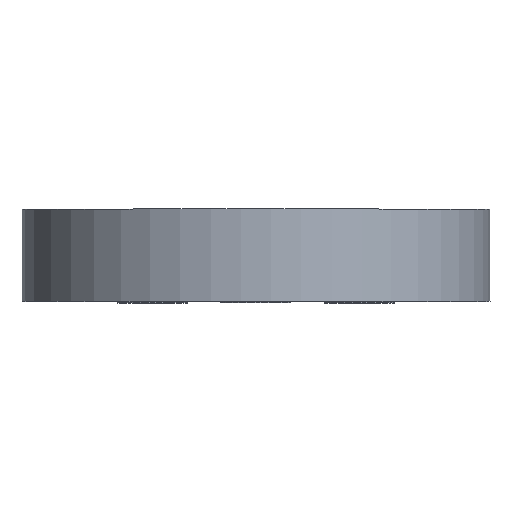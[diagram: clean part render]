
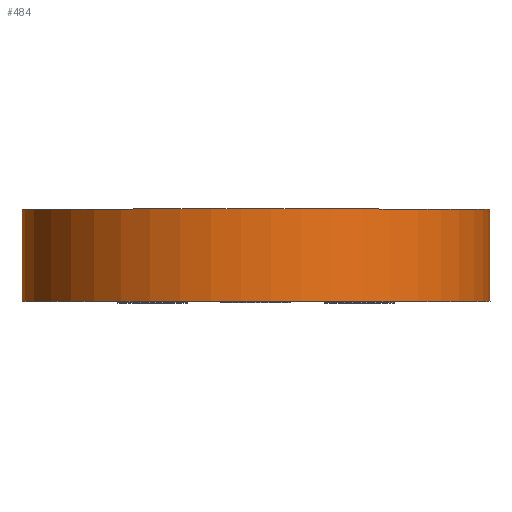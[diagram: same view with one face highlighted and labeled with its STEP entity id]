
A CAD part, top view. The second image highlights one B-rep face of the part: STEP entity #484.
In plain terms, the highlighted free-form (B-spline) face has degree [2, 1] with [5, 2] control points.
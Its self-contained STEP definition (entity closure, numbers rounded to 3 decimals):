
#484=ADVANCED_FACE('',(#904),#15067,.T.);
#904=FACE_OUTER_BOUND('',#1363,.T.);
#1363=EDGE_LOOP('',(#3628,#3629,#3630,#3631));
#3628=ORIENTED_EDGE('',*,*,#10736,.T.);
#3629=ORIENTED_EDGE('',*,*,#10737,.T.);
#3630=ORIENTED_EDGE('',*,*,#10738,.T.);
#3631=ORIENTED_EDGE('',*,*,#10714,.F.);
#3878=(
BOUNDED_CURVE()
B_SPLINE_CURVE(2,(#28247,#28248,#28249,#28250,#28251),.UNSPECIFIED.,.F.,
 .F.)
B_SPLINE_CURVE_WITH_KNOTS((3,2,3),(39.898,59.847,79.796),
 .UNSPECIFIED.)
CURVE()
GEOMETRIC_REPRESENTATION_ITEM()
RATIONAL_B_SPLINE_CURVE((1.,0.707,1.,0.707,1.))
REPRESENTATION_ITEM('')
);
#3879=(
BOUNDED_CURVE()
B_SPLINE_CURVE(2,(#28252,#28253,#28254,#28255,#28256),.UNSPECIFIED.,.F.,
 .F.)
B_SPLINE_CURVE_WITH_KNOTS((3,2,3),(39.898,59.847,79.796),
 .UNSPECIFIED.)
CURVE()
GEOMETRIC_REPRESENTATION_ITEM()
RATIONAL_B_SPLINE_CURVE((1.,0.707,1.,0.707,1.))
REPRESENTATION_ITEM('')
);
#3900=(
BOUNDED_CURVE()
B_SPLINE_CURVE(2,(#29440,#29441,#29442,#29443,#29444),.UNSPECIFIED.,.F.,
 .F.)
B_SPLINE_CURVE_WITH_KNOTS((3,2,3),(-39.898,-19.949,
0.),.UNSPECIFIED.)
CURVE()
GEOMETRIC_REPRESENTATION_ITEM()
RATIONAL_B_SPLINE_CURVE((1.,0.707,1.,0.707,1.))
REPRESENTATION_ITEM('')
);
#3901=(
BOUNDED_CURVE()
B_SPLINE_CURVE(2,(#29453,#29454,#29455,#29456,#29457),.UNSPECIFIED.,.F.,
 .F.)
B_SPLINE_CURVE_WITH_KNOTS((3,2,3),(-39.898,-19.949,
0.),.UNSPECIFIED.)
CURVE()
GEOMETRIC_REPRESENTATION_ITEM()
RATIONAL_B_SPLINE_CURVE((1.,0.707,1.,0.707,1.))
REPRESENTATION_ITEM('')
);
#5838=PCURVE('',#14974,#8114);
#6170=PCURVE('',#15067,#8446);
#6171=PCURVE('',#15067,#8447);
#6172=PCURVE('',#15067,#8448);
#6173=PCURVE('',#15067,#8449);
#6174=PCURVE('',#14984,#8450);
#6185=PCURVE('',#15068,#8461);
#6187=PCURVE('',#15068,#8463);
#8114=DEFINITIONAL_REPRESENTATION('',(#3879),#29517);
#8446=DEFINITIONAL_REPRESENTATION('',(#13879),#29517);
#8447=DEFINITIONAL_REPRESENTATION('',(#13880),#29517);
#8448=DEFINITIONAL_REPRESENTATION('',(#13882),#29517);
#8449=DEFINITIONAL_REPRESENTATION('',(#13883),#29517);
#8450=DEFINITIONAL_REPRESENTATION('',(#3901),#29517);
#8461=DEFINITIONAL_REPRESENTATION('',(#13885),#29517);
#8463=DEFINITIONAL_REPRESENTATION('',(#13887),#29517);
#9576=SURFACE_CURVE('',#3878,(#5838,#6173),.PCURVE_S1.);
#9598=SURFACE_CURVE('',#13878,(#6170,#6187),.PCURVE_S1.);
#9599=SURFACE_CURVE('',#3900,(#6171,#6174),.PCURVE_S1.);
#9600=SURFACE_CURVE('',#13881,(#6172,#6185),.PCURVE_S1.);
#10714=EDGE_CURVE('',#14632,#14633,#9576,.T.);
#10736=EDGE_CURVE('',#14632,#14648,#9598,.T.);
#10737=EDGE_CURVE('',#14648,#14647,#9599,.T.);
#10738=EDGE_CURVE('',#14647,#14633,#9600,.T.);
#13878=B_SPLINE_CURVE_WITH_KNOTS('',1,(#29436,#29437),.UNSPECIFIED.,.F.,
 .F.,(2,2),(0.62,5.62),.UNSPECIFIED.);
#13879=B_SPLINE_CURVE_WITH_KNOTS('',1,(#29438,#29439),.UNSPECIFIED.,.F.,
 .F.,(2,2),(0.62,5.62),.UNSPECIFIED.);
#13880=B_SPLINE_CURVE_WITH_KNOTS('',1,(#29445,#29446),.UNSPECIFIED.,.F.,
 .F.,(2,2),(-39.898,0.),.UNSPECIFIED.);
#13881=B_SPLINE_CURVE_WITH_KNOTS('',1,(#29447,#29448),.UNSPECIFIED.,.F.,
 .F.,(2,2),(-5.62,-0.62),.UNSPECIFIED.);
#13882=B_SPLINE_CURVE_WITH_KNOTS('',1,(#29449,#29450),.UNSPECIFIED.,.F.,
 .F.,(2,2),(-5.62,-0.62),.UNSPECIFIED.);
#13883=B_SPLINE_CURVE_WITH_KNOTS('',1,(#29451,#29452),.UNSPECIFIED.,.F.,
 .F.,(2,2),(39.898,79.796),.UNSPECIFIED.);
#13885=B_SPLINE_CURVE_WITH_KNOTS('',1,(#29510,#29511),.UNSPECIFIED.,.F.,
 .F.,(2,2),(-5.62,-0.62),.UNSPECIFIED.);
#13887=B_SPLINE_CURVE_WITH_KNOTS('',1,(#29514,#29515),.UNSPECIFIED.,.F.,
 .F.,(2,2),(0.62,5.62),.UNSPECIFIED.);
#14632=VERTEX_POINT('',#20003);
#14633=VERTEX_POINT('',#20004);
#14647=VERTEX_POINT('',#20018);
#14648=VERTEX_POINT('',#20019);
#14974=B_SPLINE_SURFACE_WITH_KNOTS('',1,1,((#18997,#18998),(#18999,#19000)),
 .UNSPECIFIED.,.F.,.F.,.F.,(2,2),(2,2),(-15.36,15.36),(-15.36,
15.36),.UNSPECIFIED.);
#14984=B_SPLINE_SURFACE_WITH_KNOTS('',1,1,((#19245,#19246),(#19247,#19248)),
 .UNSPECIFIED.,.F.,.F.,.F.,(2,2),(2,2),(-15.36,15.36),
(-15.36,15.36),.UNSPECIFIED.);
#15067=(
BOUNDED_SURFACE()
B_SPLINE_SURFACE(2,1,((#19235,#19236),(#19237,#19238),(#19239,#19240),(#19241,
#19242),(#19243,#19244)),.UNSPECIFIED.,.F.,.F.,.F.)
B_SPLINE_SURFACE_WITH_KNOTS((3,2,3),(2,2),(0.,1.571,3.142),
(0.,6.24),.UNSPECIFIED.)
GEOMETRIC_REPRESENTATION_ITEM()
RATIONAL_B_SPLINE_SURFACE(((1.,1.),(0.707,0.707),
(1.,1.),(0.707,0.707),(1.,1.)))
REPRESENTATION_ITEM('')
SURFACE()
);
#15068=(
BOUNDED_SURFACE()
B_SPLINE_SURFACE(2,1,((#19249,#19250),(#19251,#19252),(#19253,#19254),(#19255,
#19256),(#19257,#19258)),.UNSPECIFIED.,.F.,.F.,.F.)
B_SPLINE_SURFACE_WITH_KNOTS((3,2,3),(2,2),(3.142,4.712,
6.283),(0.,6.24),.UNSPECIFIED.)
GEOMETRIC_REPRESENTATION_ITEM()
RATIONAL_B_SPLINE_SURFACE(((1.,1.),(0.707,0.707),
(1.,1.),(0.707,0.707),(1.,1.)))
REPRESENTATION_ITEM('')
SURFACE()
);
#18997=CARTESIAN_POINT('',(-19.972,2.418,-2.476));
#18998=CARTESIAN_POINT('',(10.748,2.418,-2.476));
#18999=CARTESIAN_POINT('',(-19.972,2.418,28.244));
#19000=CARTESIAN_POINT('',(10.748,2.418,28.244));
#19235=CARTESIAN_POINT('',(8.088,3.038,12.884));
#19236=CARTESIAN_POINT('',(8.088,-3.202,12.884));
#19237=CARTESIAN_POINT('',(8.088,3.038,25.584));
#19238=CARTESIAN_POINT('',(8.088,-3.202,25.584));
#19239=CARTESIAN_POINT('',(-4.612,3.038,25.584));
#19240=CARTESIAN_POINT('',(-4.612,-3.202,25.584));
#19241=CARTESIAN_POINT('',(-17.312,3.038,25.584));
#19242=CARTESIAN_POINT('',(-17.312,-3.202,25.584));
#19243=CARTESIAN_POINT('',(-17.312,3.038,12.884));
#19244=CARTESIAN_POINT('',(-17.312,-3.202,12.884));
#19245=CARTESIAN_POINT('',(-19.972,-2.582,-2.476));
#19246=CARTESIAN_POINT('',(-19.972,-2.582,28.244));
#19247=CARTESIAN_POINT('',(10.748,-2.582,-2.476));
#19248=CARTESIAN_POINT('',(10.748,-2.582,28.244));
#19249=CARTESIAN_POINT('',(-17.312,3.038,12.884));
#19250=CARTESIAN_POINT('',(-17.312,-3.202,12.884));
#19251=CARTESIAN_POINT('',(-17.312,3.038,0.184));
#19252=CARTESIAN_POINT('',(-17.312,-3.202,0.184));
#19253=CARTESIAN_POINT('',(-4.612,3.038,0.184));
#19254=CARTESIAN_POINT('',(-4.612,-3.202,0.184));
#19255=CARTESIAN_POINT('',(8.088,3.038,0.184));
#19256=CARTESIAN_POINT('',(8.088,-3.202,0.184));
#19257=CARTESIAN_POINT('',(8.088,3.038,12.884));
#19258=CARTESIAN_POINT('',(8.088,-3.202,12.884));
#20003=CARTESIAN_POINT('',(-17.312,2.418,12.884));
#20004=CARTESIAN_POINT('',(8.088,2.418,12.884));
#20018=CARTESIAN_POINT('',(8.088,-2.582,12.884));
#20019=CARTESIAN_POINT('',(-17.312,-2.582,12.884));
#28247=CARTESIAN_POINT('',(-17.312,2.418,12.884));
#28248=CARTESIAN_POINT('',(-17.312,2.418,25.584));
#28249=CARTESIAN_POINT('',(-4.612,2.418,25.584));
#28250=CARTESIAN_POINT('',(8.088,2.418,25.584));
#28251=CARTESIAN_POINT('',(8.088,2.418,12.884));
#28252=CARTESIAN_POINT('',(0.,-12.7));
#28253=CARTESIAN_POINT('',(12.7,-12.7));
#28254=CARTESIAN_POINT('',(12.7,0.));
#28255=CARTESIAN_POINT('',(12.7,12.7));
#28256=CARTESIAN_POINT('',(0.,12.7));
#29436=CARTESIAN_POINT('',(-17.312,2.418,12.884));
#29437=CARTESIAN_POINT('',(-17.312,-2.582,12.884));
#29438=CARTESIAN_POINT('',(3.142,0.62));
#29439=CARTESIAN_POINT('',(3.142,5.62));
#29440=CARTESIAN_POINT('',(-17.312,-2.582,12.884));
#29441=CARTESIAN_POINT('',(-17.312,-2.582,25.584));
#29442=CARTESIAN_POINT('',(-4.612,-2.582,25.584));
#29443=CARTESIAN_POINT('',(8.088,-2.582,25.584));
#29444=CARTESIAN_POINT('',(8.088,-2.582,12.884));
#29445=CARTESIAN_POINT('',(3.142,5.62));
#29446=CARTESIAN_POINT('',(0.,5.62));
#29447=CARTESIAN_POINT('',(8.088,-2.582,12.884));
#29448=CARTESIAN_POINT('',(8.088,2.418,12.884));
#29449=CARTESIAN_POINT('',(0.,5.62));
#29450=CARTESIAN_POINT('',(0.,0.62));
#29451=CARTESIAN_POINT('',(3.142,0.62));
#29452=CARTESIAN_POINT('',(0.,0.62));
#29453=CARTESIAN_POINT('',(-12.7,0.));
#29454=CARTESIAN_POINT('',(-12.7,12.7));
#29455=CARTESIAN_POINT('',(0.,12.7));
#29456=CARTESIAN_POINT('',(12.7,12.7));
#29457=CARTESIAN_POINT('',(12.7,0.));
#29510=CARTESIAN_POINT('',(6.283,5.62));
#29511=CARTESIAN_POINT('',(6.283,0.62));
#29514=CARTESIAN_POINT('',(3.142,0.62));
#29515=CARTESIAN_POINT('',(3.142,5.62));
#29517=(
GEOMETRIC_REPRESENTATION_CONTEXT(2)
PARAMETRIC_REPRESENTATION_CONTEXT()
REPRESENTATION_CONTEXT('pspace','')
);
